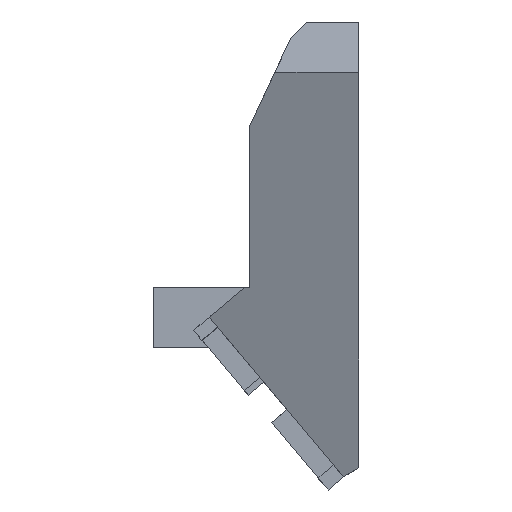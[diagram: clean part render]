
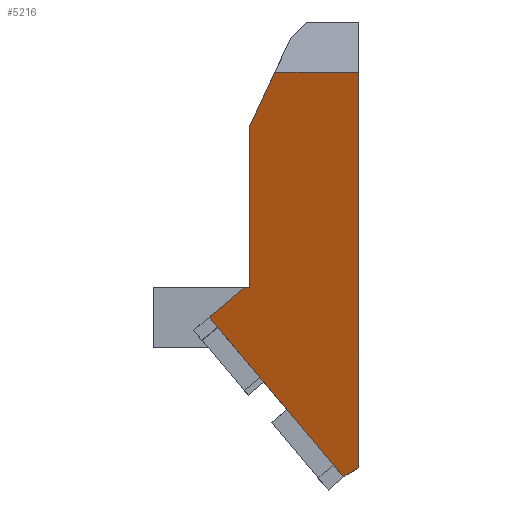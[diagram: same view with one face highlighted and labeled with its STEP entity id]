
A CAD part, left-side view. The second image highlights one B-rep face of the part: STEP entity #5216.
In plain terms, the highlighted planar face has unit normal (-0.94, 0, -0.342).
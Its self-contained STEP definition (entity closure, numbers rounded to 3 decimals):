
#93=PLANE('',#5507);
#368=FACE_OUTER_BOUND('',#646,.T.);
#646=EDGE_LOOP('',(#4055,#4056,#4057,#4058,#4059,#4060,#4061,#4062,#4063,
#4064,#4065,#4066,#4067));
#1004=LINE('',#7345,#1765);
#1011=LINE('',#7358,#1772);
#1025=LINE('',#7387,#1786);
#1092=LINE('',#7522,#1853);
#1094=LINE('',#7527,#1855);
#1095=LINE('',#7529,#1856);
#1096=LINE('',#7531,#1857);
#1097=LINE('',#7533,#1858);
#1098=LINE('',#7535,#1859);
#1099=LINE('',#7536,#1860);
#1100=LINE('',#7538,#1861);
#1101=LINE('',#7540,#1862);
#1102=LINE('',#7541,#1863);
#1765=VECTOR('',#5962,1.);
#1772=VECTOR('',#5975,1.);
#1786=VECTOR('',#6001,1.);
#1853=VECTOR('',#6108,1.);
#1855=VECTOR('',#6112,1.);
#1856=VECTOR('',#6113,1.);
#1857=VECTOR('',#6114,1.);
#1858=VECTOR('',#6115,1.);
#1859=VECTOR('',#6116,1.);
#1860=VECTOR('',#6117,1.);
#1861=VECTOR('',#6118,1.);
#1862=VECTOR('',#6119,1.);
#1863=VECTOR('',#6120,1.);
#2484=VERTEX_POINT('',#7342);
#2485=VERTEX_POINT('',#7344);
#2488=VERTEX_POINT('',#7356);
#2497=VERTEX_POINT('',#7386);
#2545=VERTEX_POINT('',#7521);
#2546=VERTEX_POINT('',#7525);
#2547=VERTEX_POINT('',#7526);
#2548=VERTEX_POINT('',#7528);
#2549=VERTEX_POINT('',#7530);
#2550=VERTEX_POINT('',#7532);
#2551=VERTEX_POINT('',#7534);
#2552=VERTEX_POINT('',#7537);
#2553=VERTEX_POINT('',#7539);
#3010=EDGE_CURVE('',#2484,#2485,#1004,.T.);
#3017=EDGE_CURVE('',#2488,#2484,#1011,.T.);
#3031=EDGE_CURVE('',#2488,#2497,#1025,.T.);
#3098=EDGE_CURVE('',#2545,#2485,#1092,.T.);
#3100=EDGE_CURVE('',#2546,#2547,#1094,.T.);
#3101=EDGE_CURVE('',#2546,#2548,#1095,.T.);
#3102=EDGE_CURVE('',#2548,#2549,#1096,.T.);
#3103=EDGE_CURVE('',#2549,#2550,#1097,.T.);
#3104=EDGE_CURVE('',#2551,#2550,#1098,.T.);
#3105=EDGE_CURVE('',#2545,#2551,#1099,.T.);
#3106=EDGE_CURVE('',#2552,#2497,#1100,.T.);
#3107=EDGE_CURVE('',#2553,#2552,#1101,.T.);
#3108=EDGE_CURVE('',#2547,#2553,#1102,.T.);
#4055=ORIENTED_EDGE('',*,*,#3100,.F.);
#4056=ORIENTED_EDGE('',*,*,#3101,.T.);
#4057=ORIENTED_EDGE('',*,*,#3102,.T.);
#4058=ORIENTED_EDGE('',*,*,#3103,.T.);
#4059=ORIENTED_EDGE('',*,*,#3104,.F.);
#4060=ORIENTED_EDGE('',*,*,#3105,.F.);
#4061=ORIENTED_EDGE('',*,*,#3098,.T.);
#4062=ORIENTED_EDGE('',*,*,#3010,.F.);
#4063=ORIENTED_EDGE('',*,*,#3017,.F.);
#4064=ORIENTED_EDGE('',*,*,#3031,.T.);
#4065=ORIENTED_EDGE('',*,*,#3106,.F.);
#4066=ORIENTED_EDGE('',*,*,#3107,.F.);
#4067=ORIENTED_EDGE('',*,*,#3108,.F.);
#5216=ADVANCED_FACE('',(#368),#93,.T.);
#5507=AXIS2_PLACEMENT_3D('',#7524,#6110,#6111);
#5962=DIRECTION('',(0.,-1.,0.));
#5975=DIRECTION('',(-0.228,-0.746,0.626));
#6001=DIRECTION('',(0.269,-0.619,-0.738));
#6108=DIRECTION('',(0.342,0.,-0.94));
#6110=DIRECTION('center_axis',(-0.94,0.,
-0.342));
#6111=DIRECTION('ref_axis',(0.,1.,0.));
#6112=DIRECTION('',(0.342,0.,-0.94));
#6113=DIRECTION('',(-0.342,0.,0.94));
#6114=DIRECTION('',(0.,1.,0.));
#6115=DIRECTION('',(0.313,0.401,-0.861));
#6116=DIRECTION('',(-0.342,0.,0.94));
#6117=DIRECTION('',(-0.342,0.,0.94));
#6118=DIRECTION('',(0.179,0.852,-0.492));
#6119=DIRECTION('',(0.342,0.,-0.94));
#6120=DIRECTION('',(0.342,0.,-0.94));
#7342=CARTESIAN_POINT('',(-13.011,-57.082,-0.4));
#7344=CARTESIAN_POINT('',(-13.011,-57.5,-0.4));
#7345=CARTESIAN_POINT('',(-13.011,-63.,-0.4));
#7356=CARTESIAN_POINT('',(-12.114,-54.143,-2.866));
#7358=CARTESIAN_POINT('',(-17.083,-70.415,10.788));
#7386=CARTESIAN_POINT('',(-7.301,-65.238,-16.087));
#7387=CARTESIAN_POINT('',(-12.97,-52.169,-0.513));
#7521=CARTESIAN_POINT('',(-13.139,-57.5,-0.049));
#7522=CARTESIAN_POINT('',(-20.637,-57.5,20.551));
#7524=CARTESIAN_POINT('Origin',(-25.75,-68.5,34.6));
#7525=CARTESIAN_POINT('',(-11.191,-66.5,-5.4));
#7526=CARTESIAN_POINT('',(-10.239,-66.5,-8.016));
#7527=CARTESIAN_POINT('',(-18.737,-66.5,15.333));
#7528=CARTESIAN_POINT('',(-19.499,-66.5,17.425));
#7529=CARTESIAN_POINT('',(-23.368,-66.5,28.057));
#7530=CARTESIAN_POINT('',(-19.499,-59.558,17.425));
#7531=CARTESIAN_POINT('',(-19.499,-68.5,17.425));
#7532=CARTESIAN_POINT('',(-17.892,-57.5,13.01));
#7533=CARTESIAN_POINT('',(-25.892,-67.749,34.989));
#7534=CARTESIAN_POINT('',(-14.831,-57.5,4.6));
#7535=CARTESIAN_POINT('',(-23.368,-57.5,28.057));
#7536=CARTESIAN_POINT('',(-23.368,-57.5,28.057));
#7537=CARTESIAN_POINT('',(-7.567,-66.5,-15.359));
#7538=CARTESIAN_POINT('',(-10.465,-80.293,-7.395));
#7539=CARTESIAN_POINT('',(-8.761,-66.5,-12.078));
#7540=CARTESIAN_POINT('',(-18.737,-66.5,15.333));
#7541=CARTESIAN_POINT('',(-18.737,-66.5,15.333));
